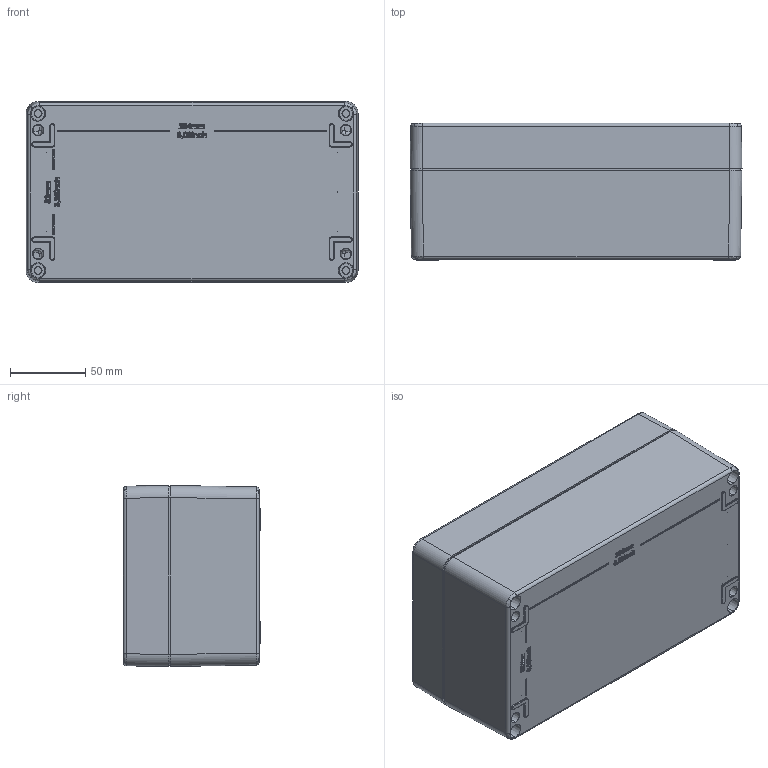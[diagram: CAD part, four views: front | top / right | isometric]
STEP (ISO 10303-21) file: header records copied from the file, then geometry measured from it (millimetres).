
FILE_DESCRIPTION (( 'STEP AP214' ), '1' );
FILE_NAME ('01122209.STEP', '2009-03-05T07:33:08', ( ' ' ), ( '' ), 'SwSTEP 2.0', 'SolidWorks 2008', '' );
FILE_SCHEMA (( 'AUTOMOTIVE_DESIGN' ));
Length unit declared in the file: millimetre
Products named in the file (5): 01152_Bearbeitung_n_ZngNr.:_01-2-011510-01-0; 93136_Standard; 02523_Standard; 82009_Standard; 01122209
Assembly tree (7 placements, depth 2):
  01122209
    01152_Bearbeitung_n_ZngNr.:_01-2-011510-01-0
    02523_Standard
    93136_Standard  x4
    82009_Standard
Bounding box: 220 x 91 x 120 mm (x, y, z)
Volume: 537825.6 mm3; surface area: 241464.1 mm2
Topology: 7 solids, 7 shells, 2359 faces, 5531 edges, 2911 vertices
Faces by surface type: bspline 916, cylinder 625, plane 413, sphere 157, cone 140, torus 108
Entity records: 103376 total; most frequent: CARTESIAN_POINT 61400, ORIENTED_EDGE 9912, DIRECTION 6852, EDGE_CURVE 4956, VERTEX_POINT 2761, AXIS2_PLACEMENT_3D 2648, EDGE_LOOP 2363, ADVANCED_FACE 2266
